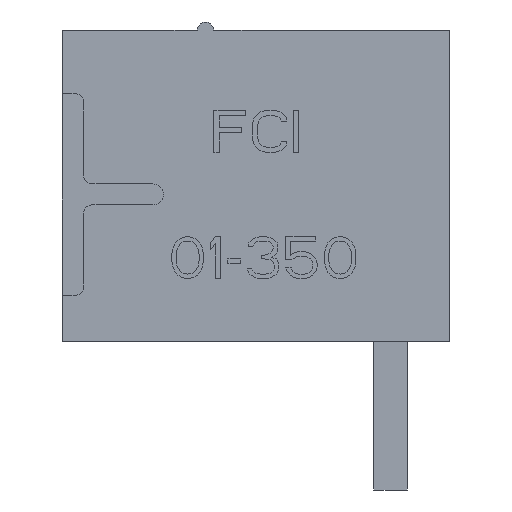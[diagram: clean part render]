
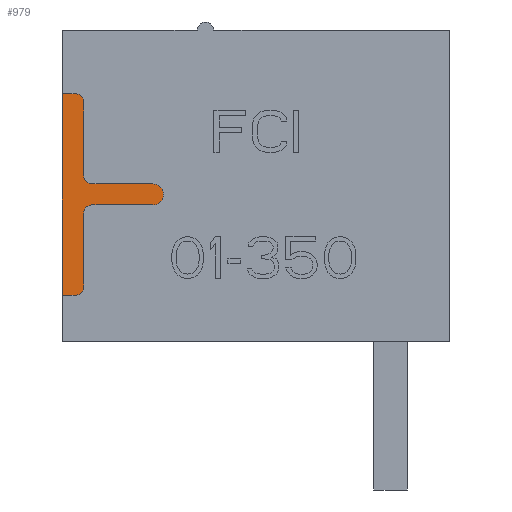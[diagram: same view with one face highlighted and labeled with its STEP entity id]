
A CAD part, left-side view. The second image highlights one B-rep face of the part: STEP entity #979.
In plain terms, the highlighted planar face has unit normal (-1, 0, 0).
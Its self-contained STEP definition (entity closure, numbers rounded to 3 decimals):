
#979=ADVANCED_FACE('3743',(#2945),#2946,.T.);
#2945=FACE_OUTER_BOUND('',#5174,.T.);
#2946=PLANE('',#5175);
#5174=EDGE_LOOP('',(#12649,#12650,#12651,#12652,#12653,#12654,#12655,#12656,#12657,#12658,#12659,#12660));
#5175=AXIS2_PLACEMENT_3D('',#12661,#12662,#12663);
#12649=ORIENTED_EDGE('',*,*,#17078,.T.);
#12650=ORIENTED_EDGE('',*,*,#17076,.T.);
#12651=ORIENTED_EDGE('',*,*,#17074,.T.);
#12652=ORIENTED_EDGE('',*,*,#17072,.T.);
#12653=ORIENTED_EDGE('',*,*,#17070,.T.);
#12654=ORIENTED_EDGE('',*,*,#17068,.T.);
#12655=ORIENTED_EDGE('',*,*,#17066,.T.);
#12656=ORIENTED_EDGE('',*,*,#17088,.T.);
#12657=ORIENTED_EDGE('',*,*,#17086,.T.);
#12658=ORIENTED_EDGE('',*,*,#17084,.T.);
#12659=ORIENTED_EDGE('',*,*,#17082,.T.);
#12660=ORIENTED_EDGE('',*,*,#17080,.T.);
#12661=CARTESIAN_POINT('',(-32.99,0.0,-3.7));
#12662=DIRECTION('',(-1.0,0.0,0.0));
#12663=DIRECTION('',(0.0,0.0,1.0));
#17066=EDGE_CURVE('4784',#21563,#21561,#21564,.T.);
#17068=EDGE_CURVE('4783',#21566,#21563,#21567,.T.);
#17070=EDGE_CURVE('4782',#21569,#21566,#21570,.T.);
#17072=EDGE_CURVE('6083',#21572,#21569,#21573,.T.);
#17074=EDGE_CURVE('6092',#21575,#21572,#21576,.T.);
#17076=EDGE_CURVE('6082',#21578,#21575,#21579,.T.);
#17078=EDGE_CURVE('4781',#21581,#21578,#21582,.T.);
#17080=EDGE_CURVE('6085',#21584,#21581,#21585,.T.);
#17082=EDGE_CURVE('6093',#21587,#21584,#21588,.T.);
#17084=EDGE_CURVE('6084',#21590,#21587,#21591,.T.);
#17086=EDGE_CURVE('4786',#21593,#21590,#21594,.T.);
#17088=EDGE_CURVE('4785',#21561,#21593,#21596,.T.);
#21561=VERTEX_POINT('',#28404);
#21563=VERTEX_POINT('',#28407);
#21564=LINE('',#28408,#28409);
#21566=VERTEX_POINT('',#28412);
#21567=LINE('',#28413,#28414);
#21569=VERTEX_POINT('',#28417);
#21570=CIRCLE('',#28418,0.2);
#21572=VERTEX_POINT('',#28421);
#21573=LINE('',#28422,#28423);
#21575=VERTEX_POINT('',#28426);
#21576=CIRCLE('',#28427,0.2);
#21578=VERTEX_POINT('',#28430);
#21579=LINE('',#28431,#28432);
#21581=VERTEX_POINT('',#28435);
#21582=CIRCLE('',#28436,0.25);
#21584=VERTEX_POINT('',#28439);
#21585=LINE('',#28440,#28441);
#21587=VERTEX_POINT('',#28444);
#21588=CIRCLE('',#28445,0.2);
#21590=VERTEX_POINT('',#28448);
#21591=LINE('',#28449,#28450);
#21593=VERTEX_POINT('',#28453);
#21594=CIRCLE('',#28454,0.2);
#21596=LINE('',#28457,#28458);
#28404=CARTESIAN_POINT('',(-32.99,4.6,-2.6));
#28407=CARTESIAN_POINT('',(-32.99,4.6,2.2));
#28408=CARTESIAN_POINT('',(-32.99,4.6,2.2));
#28409=VECTOR('',#32950,4.8);
#28412=CARTESIAN_POINT('',(-32.99,4.3,2.2));
#28413=CARTESIAN_POINT('',(-32.99,4.3,2.2));
#28414=VECTOR('',#32952,0.3);
#28417=CARTESIAN_POINT('',(-32.99,4.1,2.0));
#28418=AXIS2_PLACEMENT_3D('',#32954,#32955,#32956);
#28421=CARTESIAN_POINT('',(-32.99,4.1,0.25));
#28422=CARTESIAN_POINT('',(-32.99,4.1,0.25));
#28423=VECTOR('',#32958,1.75);
#28426=CARTESIAN_POINT('',(-32.99,3.9,0.05));
#28427=AXIS2_PLACEMENT_3D('',#32960,#32961,#32962);
#28430=CARTESIAN_POINT('',(-32.99,2.45,0.05));
#28431=CARTESIAN_POINT('',(-32.99,2.45,0.05));
#28432=VECTOR('',#32964,1.45);
#28435=CARTESIAN_POINT('',(-32.99,2.45,-0.45));
#28436=AXIS2_PLACEMENT_3D('',#32966,#32967,#32968);
#28439=CARTESIAN_POINT('',(-32.99,3.9,-0.45));
#28440=CARTESIAN_POINT('',(-32.99,3.9,-0.45));
#28441=VECTOR('',#32970,1.45);
#28444=CARTESIAN_POINT('',(-32.99,4.1,-0.65));
#28445=AXIS2_PLACEMENT_3D('',#32972,#32973,#32974);
#28448=CARTESIAN_POINT('',(-32.99,4.1,-2.4));
#28449=CARTESIAN_POINT('',(-32.99,4.1,-2.4));
#28450=VECTOR('',#32976,1.75);
#28453=CARTESIAN_POINT('',(-32.99,4.3,-2.6));
#28454=AXIS2_PLACEMENT_3D('',#32978,#32979,#32980);
#28457=CARTESIAN_POINT('',(-32.99,4.6,-2.6));
#28458=VECTOR('',#32982,0.3);
#32950=DIRECTION('',(0.0,0.0,-1.0));
#32952=DIRECTION('',(0.0,1.0,0.0));
#32954=CARTESIAN_POINT('',(-32.99,4.3,2.0));
#32955=DIRECTION('',(-1.0,0.0,0.0));
#32956=DIRECTION('',(0.0,-1.0,0.0));
#32958=DIRECTION('',(0.0,0.0,1.0));
#32960=CARTESIAN_POINT('',(-32.99,3.9,0.25));
#32961=DIRECTION('',(1.0,0.0,0.0));
#32962=DIRECTION('',(0.0,0.0,-1.0));
#32964=DIRECTION('',(0.0,1.0,0.0));
#32966=CARTESIAN_POINT('',(-32.99,2.45,-0.2));
#32967=DIRECTION('',(-1.0,0.0,0.0));
#32968=DIRECTION('',(0.0,0.0,-1.0));
#32970=DIRECTION('',(0.0,-1.0,0.0));
#32972=CARTESIAN_POINT('',(-32.99,3.9,-0.65));
#32973=DIRECTION('',(1.0,0.0,0.0));
#32974=DIRECTION('',(0.0,1.0,0.0));
#32976=DIRECTION('',(0.0,0.0,1.0));
#32978=CARTESIAN_POINT('',(-32.99,4.3,-2.4));
#32979=DIRECTION('',(-1.0,0.0,0.0));
#32980=DIRECTION('',(0.0,0.0,-1.0));
#32982=DIRECTION('',(0.0,-1.0,0.0));
